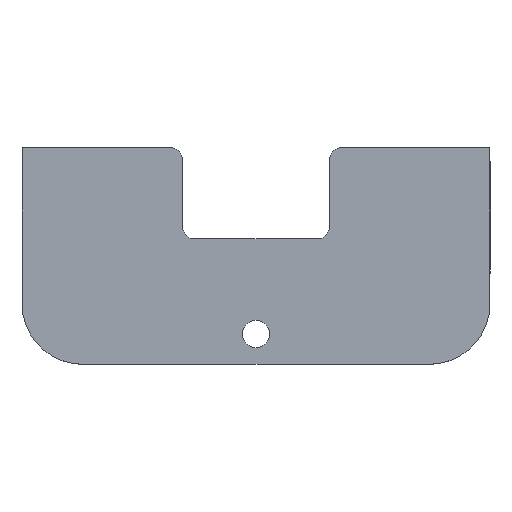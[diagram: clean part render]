
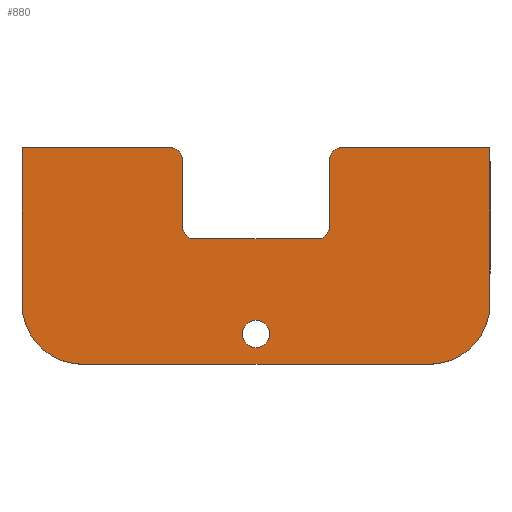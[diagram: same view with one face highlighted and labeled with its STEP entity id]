
A CAD part, top view. The second image highlights one B-rep face of the part: STEP entity #880.
In plain terms, the highlighted planar face has unit normal (0, 0, 1).
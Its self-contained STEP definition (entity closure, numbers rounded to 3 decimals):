
#7 = CARTESIAN_POINT ( 'NONE',  ( 10.1, 4.832, 3.175 ) ) ;
#40 = VERTEX_POINT ( 'NONE', #3020 ) ;
#44 = DIRECTION ( 'NONE',  ( 0., 0., 1. ) ) ;
#79 = VECTOR ( 'NONE', #1760, 1000. ) ;
#98 = DIRECTION ( 'NONE',  ( 0., -1., 0. ) ) ;
#219 = EDGE_CURVE ( 'NONE', #1905, #2463, #2001, .T. ) ;
#227 = DIRECTION ( 'NONE',  ( 0., 0., 1. ) ) ;
#229 = EDGE_LOOP ( 'NONE', ( #3013, #612 ) ) ;
#240 = VERTEX_POINT ( 'NONE', #2678 ) ;
#293 = DIRECTION ( 'NONE',  ( 1., 0., 0. ) ) ;
#307 = VERTEX_POINT ( 'NONE', #1768 ) ;
#334 = CARTESIAN_POINT ( 'NONE',  ( 38.5, -7.832, 3.175 ) ) ;
#343 = EDGE_CURVE ( 'NONE', #2463, #690, #2432, .T. ) ;
#375 = EDGE_CURVE ( 'NONE', #2034, #307, #2705, .T. ) ;
#378 = CIRCLE ( 'NONE', #2102, 2. ) ;
#423 = CARTESIAN_POINT ( 'NONE',  ( -10.1, 2.832, 3.175 ) ) ;
#428 = DIRECTION ( 'NONE',  ( 1., 0., 0. ) ) ;
#434 = AXIS2_PLACEMENT_3D ( 'NONE', #1362, #2839, #2591 ) ;
#445 = ORIENTED_EDGE ( 'NONE', *, *, #1363, .F. ) ;
#458 = LINE ( 'NONE', #2789, #962 ) ;
#461 = PLANE ( 'NONE',  #953 ) ;
#504 = CARTESIAN_POINT ( 'NONE',  ( -38.5, -7.832, 3.175 ) ) ;
#545 = CARTESIAN_POINT ( 'NONE',  ( 12.1, 17.832, 3.175 ) ) ;
#566 = ORIENTED_EDGE ( 'NONE', *, *, #219, .T. ) ;
#573 = CARTESIAN_POINT ( 'NONE',  ( -12.1, 17.832, 3.175 ) ) ;
#577 = CIRCLE ( 'NONE', #434, 2.25 ) ;
#601 = ORIENTED_EDGE ( 'NONE', *, *, #1527, .F. ) ;
#612 = ORIENTED_EDGE ( 'NONE', *, *, #2311, .T. ) ;
#613 = CARTESIAN_POINT ( 'NONE',  ( 38.5, 17.832, 3.175 ) ) ;
#624 = AXIS2_PLACEMENT_3D ( 'NONE', #2062, #2608, #930 ) ;
#635 = FACE_BOUND ( 'NONE', #229, .T. ) ;
#647 = EDGE_LOOP ( 'NONE', ( #445, #2360, #601, #1911, #2111, #1074, #566, #2534, #2626, #932, #2823, #1844, #851, #1915 ) ) ;
#660 = VERTEX_POINT ( 'NONE', #1529 ) ;
#690 = VERTEX_POINT ( 'NONE', #613 ) ;
#705 = CARTESIAN_POINT ( 'NONE',  ( -12.1, 15.832, 3.175 ) ) ;
#706 = LINE ( 'NONE', #1637, #2718 ) ;
#713 = DIRECTION ( 'NONE',  ( 0., 0., -1. ) ) ;
#748 = LINE ( 'NONE', #2640, #2106 ) ;
#760 = DIRECTION ( 'NONE',  ( 0., 1., 0. ) ) ;
#775 = VECTOR ( 'NONE', #1526, 1000. ) ;
#780 = CARTESIAN_POINT ( 'NONE',  ( -10.1, 4.832, 3.175 ) ) ;
#791 = VERTEX_POINT ( 'NONE', #1070 ) ;
#843 = CARTESIAN_POINT ( 'NONE',  ( 0., 17.832, 3.175 ) ) ;
#851 = ORIENTED_EDGE ( 'NONE', *, *, #1632, .F. ) ;
#880 = ADVANCED_FACE ( 'NONE', ( #635, #1353 ), #461, .T. ) ;
#930 = DIRECTION ( 'NONE',  ( 1., 0., 0. ) ) ;
#932 = ORIENTED_EDGE ( 'NONE', *, *, #2793, .T. ) ;
#953 = AXIS2_PLACEMENT_3D ( 'NONE', #1096, #1566, #3037 ) ;
#955 = LINE ( 'NONE', #545, #1557 ) ;
#962 = VECTOR ( 'NONE', #428, 1000. ) ;
#975 = VERTEX_POINT ( 'NONE', #504 ) ;
#998 = VERTEX_POINT ( 'NONE', #705 ) ;
#1055 = CARTESIAN_POINT ( 'NONE',  ( 38.5, 0., 3.175 ) ) ;
#1070 = CARTESIAN_POINT ( 'NONE',  ( -2.25, -12.832, 3.175 ) ) ;
#1074 = ORIENTED_EDGE ( 'NONE', *, *, #2205, .T. ) ;
#1075 = LINE ( 'NONE', #843, #79 ) ;
#1096 = CARTESIAN_POINT ( 'NONE',  ( 0., 0., 3.175 ) ) ;
#1130 = EDGE_CURVE ( 'NONE', #791, #660, #1645, .T. ) ;
#1152 = CARTESIAN_POINT ( 'NONE',  ( 10.1, 2.832, 3.175 ) ) ;
#1155 = CARTESIAN_POINT ( 'NONE',  ( 14.1, 15.832, 3.175 ) ) ;
#1249 = DIRECTION ( 'NONE',  ( 0., 0., -1. ) ) ;
#1353 = FACE_OUTER_BOUND ( 'NONE', #647, .T. ) ;
#1361 = AXIS2_PLACEMENT_3D ( 'NONE', #7, #713, #2118 ) ;
#1362 = CARTESIAN_POINT ( 'NONE',  ( 0., -12.832, 3.175 ) ) ;
#1363 = EDGE_CURVE ( 'NONE', #998, #307, #2227, .T. ) ;
#1441 = CARTESIAN_POINT ( 'NONE',  ( -14.1, 15.832, 3.175 ) ) ;
#1456 = AXIS2_PLACEMENT_3D ( 'NONE', #3000, #2747, #1464 ) ;
#1464 = DIRECTION ( 'NONE',  ( 1., 0., 0. ) ) ;
#1526 = DIRECTION ( 'NONE',  ( 1., 0., 0. ) ) ;
#1527 = EDGE_CURVE ( 'NONE', #240, #2934, #2963, .T. ) ;
#1529 = CARTESIAN_POINT ( 'NONE',  ( 2.25, -12.832, 3.175 ) ) ;
#1557 = VECTOR ( 'NONE', #2663, 1000. ) ;
#1566 = DIRECTION ( 'NONE',  ( 0., 0., 1. ) ) ;
#1632 = EDGE_CURVE ( 'NONE', #2034, #1664, #458, .T. ) ;
#1637 = CARTESIAN_POINT ( 'NONE',  ( -38.5, 0., 3.175 ) ) ;
#1645 = CIRCLE ( 'NONE', #1802, 2.25 ) ;
#1652 = DIRECTION ( 'NONE',  ( 0., 1., 0. ) ) ;
#1664 = VERTEX_POINT ( 'NONE', #1152 ) ;
#1760 = DIRECTION ( 'NONE',  ( 1., 0., 0. ) ) ;
#1763 = CARTESIAN_POINT ( 'NONE',  ( 0., -12.832, 3.175 ) ) ;
#1768 = CARTESIAN_POINT ( 'NONE',  ( -12.1, 4.832, 3.175 ) ) ;
#1802 = AXIS2_PLACEMENT_3D ( 'NONE', #1763, #1249, #2924 ) ;
#1804 = EDGE_CURVE ( 'NONE', #998, #2934, #378, .T. ) ;
#1844 = ORIENTED_EDGE ( 'NONE', *, *, #2826, .T. ) ;
#1905 = VERTEX_POINT ( 'NONE', #2247 ) ;
#1911 = ORIENTED_EDGE ( 'NONE', *, *, #2381, .F. ) ;
#1915 = ORIENTED_EDGE ( 'NONE', *, *, #375, .T. ) ;
#2001 = CIRCLE ( 'NONE', #1456, 10. ) ;
#2004 = DIRECTION ( 'NONE',  ( 0., 0., -1. ) ) ;
#2034 = VERTEX_POINT ( 'NONE', #423 ) ;
#2062 = CARTESIAN_POINT ( 'NONE',  ( -28.5, -7.832, 3.175 ) ) ;
#2077 = CARTESIAN_POINT ( 'NONE',  ( 14.1, 17.832, 3.175 ) ) ;
#2102 = AXIS2_PLACEMENT_3D ( 'NONE', #1441, #44, #293 ) ;
#2103 = VECTOR ( 'NONE', #760, 1000. ) ;
#2106 = VECTOR ( 'NONE', #2680, 1000. ) ;
#2107 = DIRECTION ( 'NONE',  ( 1., 0., 0. ) ) ;
#2111 = ORIENTED_EDGE ( 'NONE', *, *, #2799, .T. ) ;
#2118 = DIRECTION ( 'NONE',  ( 1., 0., 0. ) ) ;
#2197 = EDGE_CURVE ( 'NONE', #40, #2277, #955, .T. ) ;
#2205 = EDGE_CURVE ( 'NONE', #2973, #1905, #748, .T. ) ;
#2227 = LINE ( 'NONE', #573, #2761 ) ;
#2247 = CARTESIAN_POINT ( 'NONE',  ( 28.5, -17.832, 3.175 ) ) ;
#2277 = VERTEX_POINT ( 'NONE', #2780 ) ;
#2311 = EDGE_CURVE ( 'NONE', #660, #791, #577, .T. ) ;
#2349 = CIRCLE ( 'NONE', #1361, 2. ) ;
#2351 = CARTESIAN_POINT ( 'NONE',  ( -28.5, -17.832, 3.175 ) ) ;
#2360 = ORIENTED_EDGE ( 'NONE', *, *, #1804, .T. ) ;
#2381 = EDGE_CURVE ( 'NONE', #975, #240, #706, .T. ) ;
#2414 = VERTEX_POINT ( 'NONE', #2077 ) ;
#2432 = LINE ( 'NONE', #1055, #2103 ) ;
#2463 = VERTEX_POINT ( 'NONE', #334 ) ;
#2494 = CARTESIAN_POINT ( 'NONE',  ( -14.1, 17.832, 3.175 ) ) ;
#2500 = AXIS2_PLACEMENT_3D ( 'NONE', #780, #2004, #2971 ) ;
#2534 = ORIENTED_EDGE ( 'NONE', *, *, #343, .T. ) ;
#2555 = CIRCLE ( 'NONE', #624, 10. ) ;
#2591 = DIRECTION ( 'NONE',  ( -1., 0., 0. ) ) ;
#2608 = DIRECTION ( 'NONE',  ( 0., 0., 1. ) ) ;
#2626 = ORIENTED_EDGE ( 'NONE', *, *, #2928, .F. ) ;
#2640 = CARTESIAN_POINT ( 'NONE',  ( 0., -17.832, 3.175 ) ) ;
#2663 = DIRECTION ( 'NONE',  ( 0., 1., 0. ) ) ;
#2678 = CARTESIAN_POINT ( 'NONE',  ( -38.5, 17.832, 3.175 ) ) ;
#2680 = DIRECTION ( 'NONE',  ( 1., 0., 0. ) ) ;
#2705 = CIRCLE ( 'NONE', #2500, 2. ) ;
#2708 = CIRCLE ( 'NONE', #2902, 2. ) ;
#2718 = VECTOR ( 'NONE', #1652, 1000. ) ;
#2728 = CARTESIAN_POINT ( 'NONE',  ( 0., 17.832, 3.175 ) ) ;
#2747 = DIRECTION ( 'NONE',  ( 0., 0., 1. ) ) ;
#2761 = VECTOR ( 'NONE', #98, 1000. ) ;
#2780 = CARTESIAN_POINT ( 'NONE',  ( 12.1, 15.832, 3.175 ) ) ;
#2789 = CARTESIAN_POINT ( 'NONE',  ( -12.1, 2.832, 3.175 ) ) ;
#2793 = EDGE_CURVE ( 'NONE', #2414, #2277, #2708, .T. ) ;
#2799 = EDGE_CURVE ( 'NONE', #975, #2973, #2555, .T. ) ;
#2823 = ORIENTED_EDGE ( 'NONE', *, *, #2197, .F. ) ;
#2826 = EDGE_CURVE ( 'NONE', #40, #1664, #2349, .T. ) ;
#2839 = DIRECTION ( 'NONE',  ( 0., 0., -1. ) ) ;
#2902 = AXIS2_PLACEMENT_3D ( 'NONE', #1155, #227, #2107 ) ;
#2924 = DIRECTION ( 'NONE',  ( -1., 0., 0. ) ) ;
#2928 = EDGE_CURVE ( 'NONE', #2414, #690, #1075, .T. ) ;
#2934 = VERTEX_POINT ( 'NONE', #2494 ) ;
#2963 = LINE ( 'NONE', #2728, #775 ) ;
#2971 = DIRECTION ( 'NONE',  ( 1., 0., 0. ) ) ;
#2973 = VERTEX_POINT ( 'NONE', #2351 ) ;
#3000 = CARTESIAN_POINT ( 'NONE',  ( 28.5, -7.832, 3.175 ) ) ;
#3013 = ORIENTED_EDGE ( 'NONE', *, *, #1130, .T. ) ;
#3020 = CARTESIAN_POINT ( 'NONE',  ( 12.1, 4.832, 3.175 ) ) ;
#3037 = DIRECTION ( 'NONE',  ( 1., 0., 0. ) ) ;
